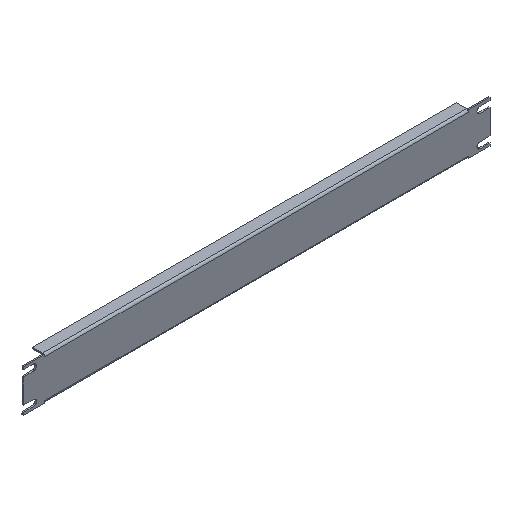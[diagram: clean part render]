
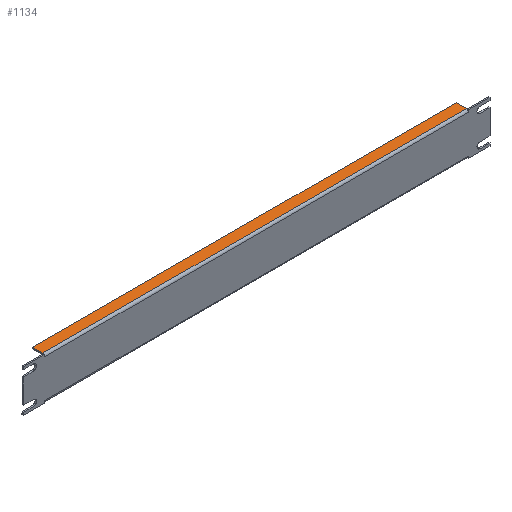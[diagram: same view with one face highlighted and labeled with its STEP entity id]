
A CAD part, isometric view. The second image highlights one B-rep face of the part: STEP entity #1134.
In plain terms, the highlighted planar face has unit normal (0, 0, 1).
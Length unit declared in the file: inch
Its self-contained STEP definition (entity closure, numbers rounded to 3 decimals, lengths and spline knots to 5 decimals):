
#39 = DIRECTION ( 'NONE',  ( 0., 1., 0. ) ) ;
#111 = VERTEX_POINT ( 'NONE', #524 ) ;
#184 = CARTESIAN_POINT ( 'NONE',  ( 8.625, 0.04648, 0.859 ) ) ;
#275 = FACE_OUTER_BOUND ( 'NONE', #682, .T. ) ;
#348 = VECTOR ( 'NONE', #435, 39.37008 ) ;
#358 = ORIENTED_EDGE ( 'NONE', *, *, #1382, .F. ) ;
#399 = CARTESIAN_POINT ( 'NONE',  ( 8.625, 0.5, 0.859 ) ) ;
#410 = EDGE_CURVE ( 'NONE', #1286, #1068, #1222, .T. ) ;
#432 = CARTESIAN_POINT ( 'NONE',  ( 8.625, 0.5, 0.859 ) ) ;
#435 = DIRECTION ( 'NONE',  ( 0., -1., 0. ) ) ;
#465 = VERTEX_POINT ( 'NONE', #1097 ) ;
#524 = CARTESIAN_POINT ( 'NONE',  ( -8.625, 0.086, 0.859 ) ) ;
#537 = VECTOR ( 'NONE', #621, 39.37008 ) ;
#621 = DIRECTION ( 'NONE',  ( 1., 0., 0. ) ) ;
#629 = PLANE ( 'NONE',  #962 ) ;
#682 = EDGE_LOOP ( 'NONE', ( #999, #1033, #1412, #358 ) ) ;
#802 = CARTESIAN_POINT ( 'NONE',  ( -8.625, 0.04648, 0.859 ) ) ;
#825 = VECTOR ( 'NONE', #1117, 39.37008 ) ;
#881 = LINE ( 'NONE', #802, #825 ) ;
#962 = AXIS2_PLACEMENT_3D ( 'NONE', #1088, #1075, #39 ) ;
#999 = ORIENTED_EDGE ( 'NONE', *, *, #410, .F. ) ;
#1009 = VECTOR ( 'NONE', #1369, 39.37008 ) ;
#1023 = LINE ( 'NONE', #1488, #1009 ) ;
#1033 = ORIENTED_EDGE ( 'NONE', *, *, #1110, .F. ) ;
#1068 = VERTEX_POINT ( 'NONE', #1120 ) ;
#1075 = DIRECTION ( 'NONE',  ( 0., 0., -1. ) ) ;
#1088 = CARTESIAN_POINT ( 'NONE',  ( 8.625, 0.04648, 0.859 ) ) ;
#1097 = CARTESIAN_POINT ( 'NONE',  ( -8.625, 0.5, 0.859 ) ) ;
#1110 = EDGE_CURVE ( 'NONE', #465, #1286, #1332, .T. ) ;
#1117 = DIRECTION ( 'NONE',  ( 0., -1., 0. ) ) ;
#1120 = CARTESIAN_POINT ( 'NONE',  ( 8.625, 0.086, 0.859 ) ) ;
#1134 = ADVANCED_FACE ( 'NONE', ( #275 ), #629, .F. ) ;
#1222 = LINE ( 'NONE', #184, #348 ) ;
#1286 = VERTEX_POINT ( 'NONE', #432 ) ;
#1332 = LINE ( 'NONE', #399, #537 ) ;
#1352 = EDGE_CURVE ( 'NONE', #465, #111, #881, .T. ) ;
#1369 = DIRECTION ( 'NONE',  ( -1., 0., 0. ) ) ;
#1382 = EDGE_CURVE ( 'NONE', #1068, #111, #1023, .T. ) ;
#1412 = ORIENTED_EDGE ( 'NONE', *, *, #1352, .T. ) ;
#1488 = CARTESIAN_POINT ( 'NONE',  ( 8.625, 0.086, 0.859 ) ) ;
